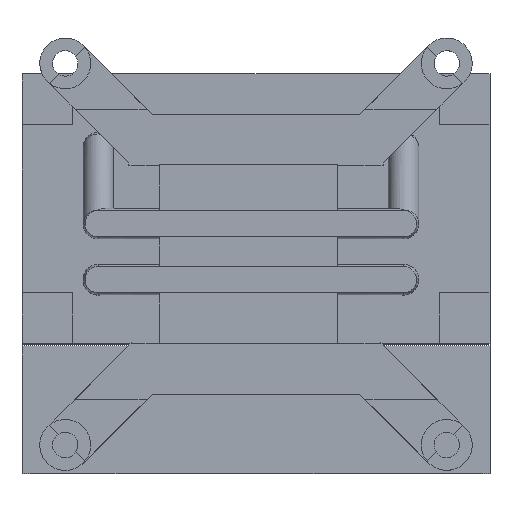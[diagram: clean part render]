
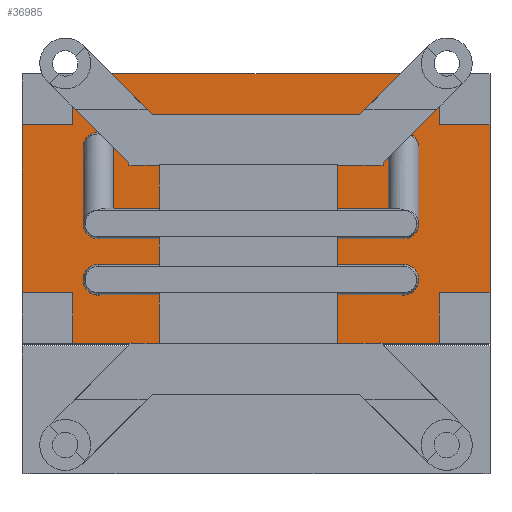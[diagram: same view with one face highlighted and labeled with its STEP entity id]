
A CAD part, top view. The second image highlights one B-rep face of the part: STEP entity #36985.
In plain terms, the highlighted planar face has unit normal (0, 0, 1).
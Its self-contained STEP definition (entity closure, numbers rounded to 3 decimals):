
#36007 = VERTEX_POINT('',#36008);
#36008 = CARTESIAN_POINT('',(36.,63.,39.1));
#36190 = VERTEX_POINT('',#36191);
#36191 = CARTESIAN_POINT('',(46.,53.,39.1));
#36238 = VERTEX_POINT('',#36239);
#36239 = CARTESIAN_POINT('',(-46.,53.,39.1));
#36271 = VERTEX_POINT('',#36272);
#36272 = CARTESIAN_POINT('',(-46.,20.,39.1));
#36325 = VERTEX_POINT('',#36326);
#36326 = CARTESIAN_POINT('',(36.,10.,39.1));
#36398 = VERTEX_POINT('',#36399);
#36399 = CARTESIAN_POINT('',(-36.,10.,39.1));
#36439 = VERTEX_POINT('',#36440);
#36440 = CARTESIAN_POINT('',(-36.,63.,39.1));
#36461 = VERTEX_POINT('',#36462);
#36462 = CARTESIAN_POINT('',(46.,20.,39.1));
#36539 = EDGE_CURVE('',#36439,#36007,#36540,.T.);
#36540 = LINE('',#36541,#36542);
#36541 = CARTESIAN_POINT('',(-46.,63.,39.1));
#36542 = VECTOR('',#36543,1.);
#36543 = DIRECTION('',(1.,0.,0.));
#36725 = EDGE_CURVE('',#36461,#36190,#36726,.T.);
#36726 = LINE('',#36727,#36728);
#36727 = CARTESIAN_POINT('',(46.,10.,39.1));
#36728 = VECTOR('',#36729,1.);
#36729 = DIRECTION('',(0.,1.,0.));
#36773 = EDGE_CURVE('',#36271,#36238,#36774,.T.);
#36774 = LINE('',#36775,#36776);
#36775 = CARTESIAN_POINT('',(-46.,10.,39.1));
#36776 = VECTOR('',#36777,1.);
#36777 = DIRECTION('',(0.,1.,0.));
#36854 = EDGE_CURVE('',#36398,#36325,#36855,.T.);
#36855 = LINE('',#36856,#36857);
#36856 = CARTESIAN_POINT('',(-46.,10.,39.1));
#36857 = VECTOR('',#36858,1.);
#36858 = DIRECTION('',(1.,0.,0.));
#36966 = VERTEX_POINT('',#36967);
#36967 = CARTESIAN_POINT('',(36.,53.,39.1));
#36973 = EDGE_CURVE('',#36966,#36007,#36974,.T.);
#36974 = LINE('',#36975,#36976);
#36975 = CARTESIAN_POINT('',(36.,31.5,39.1));
#36976 = VECTOR('',#36977,1.);
#36977 = DIRECTION('',(0.,1.,0.));
#36985 = ADVANCED_FACE('',(#36986,#37041,#37052,#37063,#37074),#37085,
  .T.);
#36986 = FACE_BOUND('',#36987,.T.);
#36987 = EDGE_LOOP('',(#36988,#36989,#36997,#37003,#37004,#37012,#37018,
    #37019,#37025,#37026,#37027,#37035));
#36988 = ORIENTED_EDGE('',*,*,#36773,.F.);
#36989 = ORIENTED_EDGE('',*,*,#36990,.F.);
#36990 = EDGE_CURVE('',#36991,#36271,#36993,.T.);
#36991 = VERTEX_POINT('',#36992);
#36992 = CARTESIAN_POINT('',(-36.,20.,39.1));
#36993 = LINE('',#36994,#36995);
#36994 = CARTESIAN_POINT('',(-46.,20.,39.1));
#36995 = VECTOR('',#36996,1.);
#36996 = DIRECTION('',(-1.,0.,0.));
#36997 = ORIENTED_EDGE('',*,*,#36998,.F.);
#36998 = EDGE_CURVE('',#36398,#36991,#36999,.T.);
#36999 = LINE('',#37000,#37001);
#37000 = CARTESIAN_POINT('',(-36.,10.,39.1));
#37001 = VECTOR('',#37002,1.);
#37002 = DIRECTION('',(0.,1.,0.));
#37003 = ORIENTED_EDGE('',*,*,#36854,.T.);
#37004 = ORIENTED_EDGE('',*,*,#37005,.T.);
#37005 = EDGE_CURVE('',#36325,#37006,#37008,.T.);
#37006 = VERTEX_POINT('',#37007);
#37007 = CARTESIAN_POINT('',(36.,20.,39.1));
#37008 = LINE('',#37009,#37010);
#37009 = CARTESIAN_POINT('',(36.,10.,39.1));
#37010 = VECTOR('',#37011,1.);
#37011 = DIRECTION('',(0.,1.,0.));
#37012 = ORIENTED_EDGE('',*,*,#37013,.F.);
#37013 = EDGE_CURVE('',#36461,#37006,#37014,.T.);
#37014 = LINE('',#37015,#37016);
#37015 = CARTESIAN_POINT('',(-5.,20.,39.1));
#37016 = VECTOR('',#37017,1.);
#37017 = DIRECTION('',(-1.,0.,0.));
#37018 = ORIENTED_EDGE('',*,*,#36725,.T.);
#37019 = ORIENTED_EDGE('',*,*,#37020,.T.);
#37020 = EDGE_CURVE('',#36190,#36966,#37021,.T.);
#37021 = LINE('',#37022,#37023);
#37022 = CARTESIAN_POINT('',(-5.,53.,39.1));
#37023 = VECTOR('',#37024,1.);
#37024 = DIRECTION('',(-1.,0.,0.));
#37025 = ORIENTED_EDGE('',*,*,#36973,.T.);
#37026 = ORIENTED_EDGE('',*,*,#36539,.F.);
#37027 = ORIENTED_EDGE('',*,*,#37028,.F.);
#37028 = EDGE_CURVE('',#37029,#36439,#37031,.T.);
#37029 = VERTEX_POINT('',#37030);
#37030 = CARTESIAN_POINT('',(-36.,53.,39.1));
#37031 = LINE('',#37032,#37033);
#37032 = CARTESIAN_POINT('',(-36.,31.5,39.1));
#37033 = VECTOR('',#37034,1.);
#37034 = DIRECTION('',(0.,1.,0.));
#37035 = ORIENTED_EDGE('',*,*,#37036,.T.);
#37036 = EDGE_CURVE('',#37029,#36238,#37037,.T.);
#37037 = LINE('',#37038,#37039);
#37038 = CARTESIAN_POINT('',(-46.,53.,39.1));
#37039 = VECTOR('',#37040,1.);
#37040 = DIRECTION('',(-1.,0.,0.));
#37041 = FACE_BOUND('',#37042,.T.);
#37042 = EDGE_LOOP('',(#37043));
#37043 = ORIENTED_EDGE('',*,*,#37044,.T.);
#37044 = EDGE_CURVE('',#37045,#37045,#37047,.T.);
#37045 = VERTEX_POINT('',#37046);
#37046 = CARTESIAN_POINT('',(-28.,22.5,39.1));
#37047 = CIRCLE('',#37048,3.);
#37048 = AXIS2_PLACEMENT_3D('',#37049,#37050,#37051);
#37049 = CARTESIAN_POINT('',(-31.,22.5,39.1));
#37050 = DIRECTION('',(0.,0.,-1.));
#37051 = DIRECTION('',(1.,0.,0.));
#37052 = FACE_BOUND('',#37053,.T.);
#37053 = EDGE_LOOP('',(#37054));
#37054 = ORIENTED_EDGE('',*,*,#37055,.F.);
#37055 = EDGE_CURVE('',#37056,#37056,#37058,.T.);
#37056 = VERTEX_POINT('',#37057);
#37057 = CARTESIAN_POINT('',(26.,22.5,39.1));
#37058 = CIRCLE('',#37059,3.);
#37059 = AXIS2_PLACEMENT_3D('',#37060,#37061,#37062);
#37060 = CARTESIAN_POINT('',(29.,22.5,39.1));
#37061 = DIRECTION('',(0.,0.,1.));
#37062 = DIRECTION('',(-1.,0.,0.));
#37063 = FACE_BOUND('',#37064,.T.);
#37064 = EDGE_LOOP('',(#37065));
#37065 = ORIENTED_EDGE('',*,*,#37066,.T.);
#37066 = EDGE_CURVE('',#37067,#37067,#37069,.T.);
#37067 = VERTEX_POINT('',#37068);
#37068 = CARTESIAN_POINT('',(-28.,48.5,39.1));
#37069 = CIRCLE('',#37070,3.);
#37070 = AXIS2_PLACEMENT_3D('',#37071,#37072,#37073);
#37071 = CARTESIAN_POINT('',(-31.,48.5,39.1));
#37072 = DIRECTION('',(0.,0.,-1.));
#37073 = DIRECTION('',(1.,0.,0.));
#37074 = FACE_BOUND('',#37075,.T.);
#37075 = EDGE_LOOP('',(#37076));
#37076 = ORIENTED_EDGE('',*,*,#37077,.F.);
#37077 = EDGE_CURVE('',#37078,#37078,#37080,.T.);
#37078 = VERTEX_POINT('',#37079);
#37079 = CARTESIAN_POINT('',(26.,48.5,39.1));
#37080 = CIRCLE('',#37081,3.);
#37081 = AXIS2_PLACEMENT_3D('',#37082,#37083,#37084);
#37082 = CARTESIAN_POINT('',(29.,48.5,39.1));
#37083 = DIRECTION('',(0.,0.,1.));
#37084 = DIRECTION('',(-1.,0.,0.));
#37085 = PLANE('',#37086);
#37086 = AXIS2_PLACEMENT_3D('',#37087,#37088,#37089);
#37087 = CARTESIAN_POINT('',(-46.,10.,39.1));
#37088 = DIRECTION('',(0.,0.,1.));
#37089 = DIRECTION('',(1.,0.,0.));
